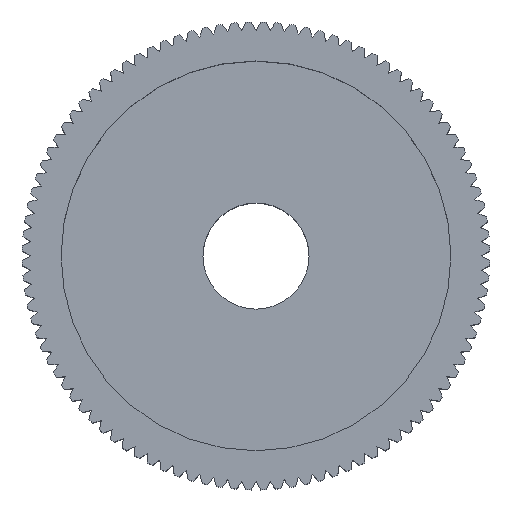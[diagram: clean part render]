
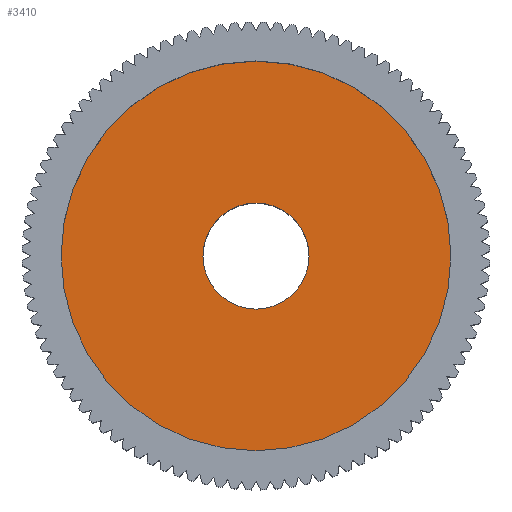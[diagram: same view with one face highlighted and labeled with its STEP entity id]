
A CAD part, top view. The second image highlights one B-rep face of the part: STEP entity #3410.
In plain terms, the highlighted planar face has unit normal (0, 0, 1).
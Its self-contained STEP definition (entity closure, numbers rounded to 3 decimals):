
#2252=VERTEX_POINT('',#6042);
#2526=VERTEX_POINT('',#6338);
#2774=VERTEX_POINT('',#6606);
#3410=ADVANCED_FACE('',(#7310,#7311),#7312,.F.);
#3984=EDGE_CURVE('',#2526,#5032,#7925,.T.);
#4370=EDGE_CURVE('',#2252,#2774,#8337,.T.);
#4454=EDGE_CURVE('',#5032,#2526,#8430,.T.);
#5032=VERTEX_POINT('',#9059);
#5064=EDGE_CURVE('',#2774,#2252,#9094,.T.);
#6042=CARTESIAN_POINT('',(3.4,0.0,11.5));
#6338=CARTESIAN_POINT('',(12.5,0.0,11.5));
#6606=CARTESIAN_POINT('',(-3.4,0.,11.5));
#7310=FACE_BOUND('',#12703,.T.);
#7311=FACE_OUTER_BOUND('',#12704,.T.);
#7312=PLANE('',#12705);
#7925=CIRCLE('',#13821,12.5);
#8337=CIRCLE('',#14572,3.4);
#8430=CIRCLE('',#14732,12.5);
#9059=CARTESIAN_POINT('',(-12.5,0.,11.5));
#9094=CIRCLE('',#15974,3.4);
#12703=EDGE_LOOP('',(#18915,#18916));
#12704=EDGE_LOOP('',(#18917,#18918));
#12705=AXIS2_PLACEMENT_3D('',#18919,#18920,#18921);
#13821=AXIS2_PLACEMENT_3D('',#19430,#19431,#19432);
#14572=AXIS2_PLACEMENT_3D('',#19742,#19743,#19744);
#14732=AXIS2_PLACEMENT_3D('',#19844,#19845,#19846);
#15974=AXIS2_PLACEMENT_3D('',#20748,#20749,#20750);
#18915=ORIENTED_EDGE('',*,*,#4370,.T.);
#18916=ORIENTED_EDGE('',*,*,#5064,.T.);
#18917=ORIENTED_EDGE('',*,*,#3984,.F.);
#18918=ORIENTED_EDGE('',*,*,#4454,.F.);
#18919=CARTESIAN_POINT('',(0.0,0.0,11.5));
#18920=DIRECTION('',(0.0,0.0,-1.0));
#18921=DIRECTION('',(-1.0,0.0,0.0));
#19430=CARTESIAN_POINT('',(0.0,0.0,11.5));
#19431=DIRECTION('',(0.0,0.0,-1.0));
#19432=DIRECTION('',(1.0,0.0,0.0));
#19742=CARTESIAN_POINT('',(0.0,0.0,11.5));
#19743=DIRECTION('',(0.0,0.0,-1.0));
#19744=DIRECTION('',(1.0,0.0,0.0));
#19844=CARTESIAN_POINT('',(0.0,0.0,11.5));
#19845=DIRECTION('',(0.0,0.0,-1.0));
#19846=DIRECTION('',(1.0,0.0,0.0));
#20748=CARTESIAN_POINT('',(0.0,0.0,11.5));
#20749=DIRECTION('',(0.0,0.0,-1.0));
#20750=DIRECTION('',(1.0,0.0,0.0));
